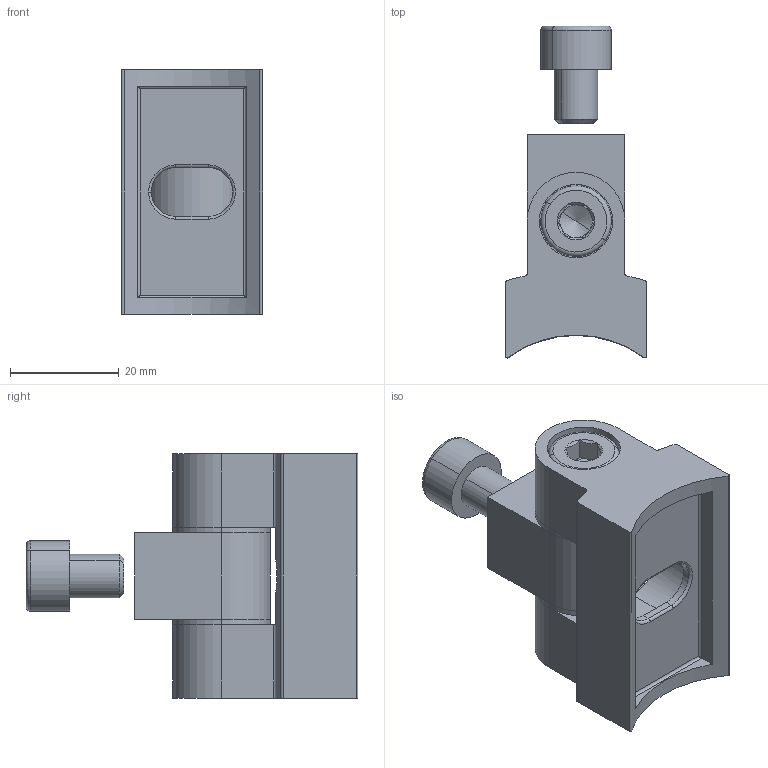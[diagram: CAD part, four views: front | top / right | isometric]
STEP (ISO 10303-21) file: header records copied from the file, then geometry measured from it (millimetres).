
FILE_DESCRIPTION (( 'STEP AP203' ), '1' );
FILE_NAME ('A14_1101-042.STEP', '2024-01-15T11:02:36', ( '' ), ( '' ), 'SwSTEP 2.0', 'SolidWorks 2019', '' );
FILE_SCHEMA (( 'CONFIG_CONTROL_DESIGN' ));
Length unit declared in the file: millimetre
Products named in the file (6): A14_1101-042.P1; A14_1101-042.P3; DIN 912_SKRUTKA M 8x 35; DIN 912_SKRUTKA M 8x 12; A14_1101-042.P2; A14_1101-042
Assembly tree (6 placements, depth 2):
  A14_1101-042
    A14_1101-042.P1
    A14_1101-042.P3  x2
    A14_1101-042.P2
    DIN 912_SKRUTKA M 8x 35
    DIN 912_SKRUTKA M 8x 12
Bounding box: 26 x 61.15 x 45 mm (x, y, z)
Volume: 27125.2 mm3; surface area: 13456.6 mm2
Topology: 6 solids, 6 shells, 149 faces, 336 edges, 201 vertices
Faces by surface type: plane 64, cylinder 50, cone 28, torus 7
Entity records: 4803 total; most frequent: CARTESIAN_POINT 894, DIRECTION 734, ORIENTED_EDGE 640, EDGE_CURVE 320, AXIS2_PLACEMENT_3D 285, VERTEX_POINT 193, LINE 164, VECTOR 164
